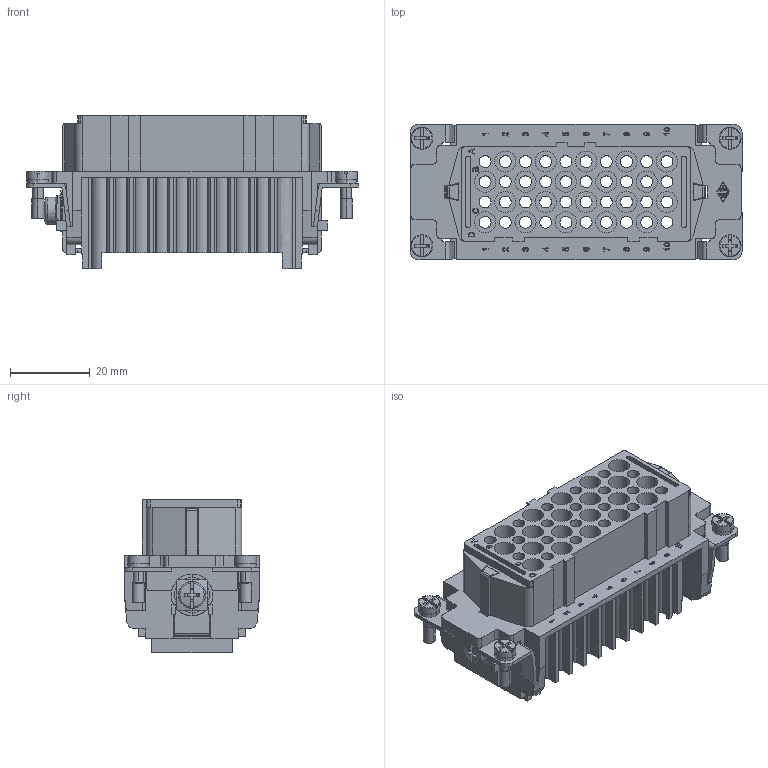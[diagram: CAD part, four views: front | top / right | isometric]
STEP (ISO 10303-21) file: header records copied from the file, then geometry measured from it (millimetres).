
FILE_DESCRIPTION((''),'2;1');
FILE_NAME('CDF 40.stp','2006-12-11T14:23:56',('gembarski'),(''),'Autodesk Inventor 7','Autodesk Inventor 7','');
FILE_SCHEMA(('AUTOMOTIVE_DESIGN { 1 0 10303 214 1 1 1 1 }'));
Length unit declared in the file: millimetre
Products named in the file (1): CDF 40_64 Kontakteinsätze mit Crimpanschluss
Bounding box: 83.5 x 34 x 38.51 mm (x, y, z)
Volume: 36199.7 mm3; surface area: 35903.8 mm2
Topology: 1 solids, 5 shells, 1748 faces, 4735 edges, 3128 vertices
Faces by surface type: bspline 803, plane 647, cylinder 278, torus 12, cone 8
Entity records: 59884 total; most frequent: CARTESIAN_POINT 18993, ORIENTED_EDGE 9454, DIRECTION 6715, EDGE_CURVE 4727, VERTEX_POINT 3128, VECTOR 2851, LINE 2851, EDGE_LOOP 2003
